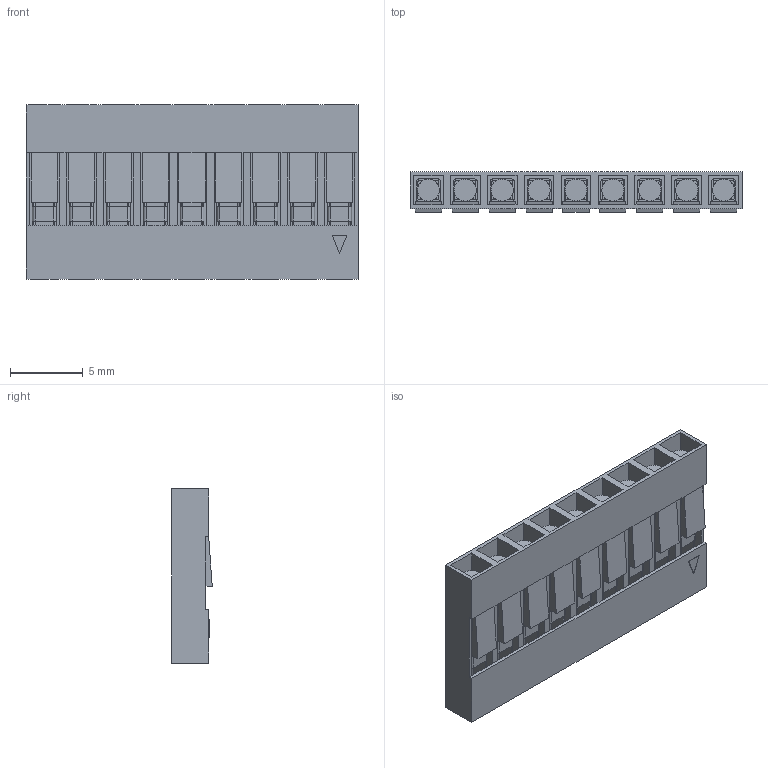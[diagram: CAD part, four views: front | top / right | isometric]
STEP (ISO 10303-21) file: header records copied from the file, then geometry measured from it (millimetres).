
FILE_DESCRIPTION (( 'STEP AP214' ), '1' );
FILE_NAME ('DS1071-1x9.STEP', '2019-05-31T22:33:22', ( 'VR' ), ( '' ), 'SwSTEP 2.0', 'SolidWorks 2016', '' );
FILE_SCHEMA (( 'AUTOMOTIVE_DESIGN' ));
Length unit declared in the file: millimetre
Products named in the file (1): DS1071-1x9
Bounding box: 22.86 x 2.79 x 12 mm (x, y, z)
Volume: 331.6 mm3; surface area: 2365.1 mm2
Topology: 10 solids, 10 shells, 608 faces, 1851 edges, 1174 vertices
Faces by surface type: plane 446, cylinder 162
Entity records: 27540 total; most frequent: ORIENTED_EDGE 3702, CARTESIAN_POINT 3634, DIRECTION 3483, EDGE_CURVE 1851, LINE 1437, VECTOR 1437, VERTEX_POINT 1174, AXIS2_PLACEMENT_3D 1023
